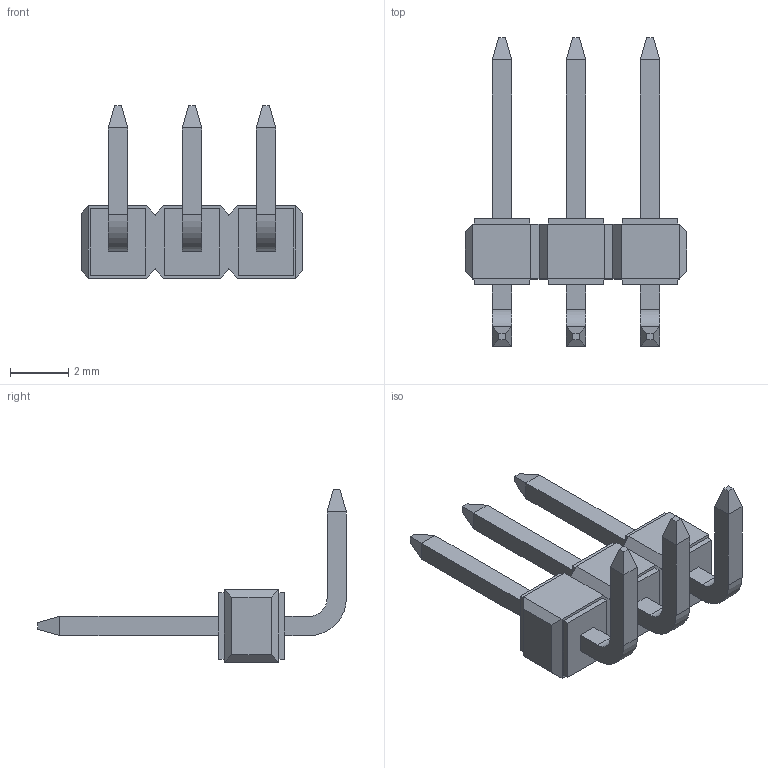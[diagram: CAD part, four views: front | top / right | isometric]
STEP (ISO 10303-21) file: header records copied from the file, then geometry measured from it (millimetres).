
FILE_DESCRIPTION((''),'2;1');
FILE_NAME('022288030','2015-04-23T',('me'),(''),'PRO/ENGINEER BY PARAMETRIC TECHNOLOGY CORPORATION, 2011490','PRO/ENGINEER BY PARAMETRIC TECHNOLOGY CORPORATION, 2011490','');
FILE_SCHEMA(('CONFIG_CONTROL_DESIGN'));
Length unit declared in the file: inch
Products named in the file (1): 022288030
Bounding box: 7.62 x 10.59 x 5.92 mm (x, y, z)
Volume: 54.8 mm3; surface area: 176 mm2
Topology: 1 solids, 1 shells, 122 faces, 292 edges, 184 vertices
Faces by surface type: plane 116, cylinder 6
Entity records: 3476 total; most frequent: CARTESIAN_POINT 599, ORIENTED_EDGE 584, DIRECTION 550, EDGE_CURVE 292, VECTOR 280, LINE 280, VERTEX_POINT 184, AXIS2_PLACEMENT_3D 135
